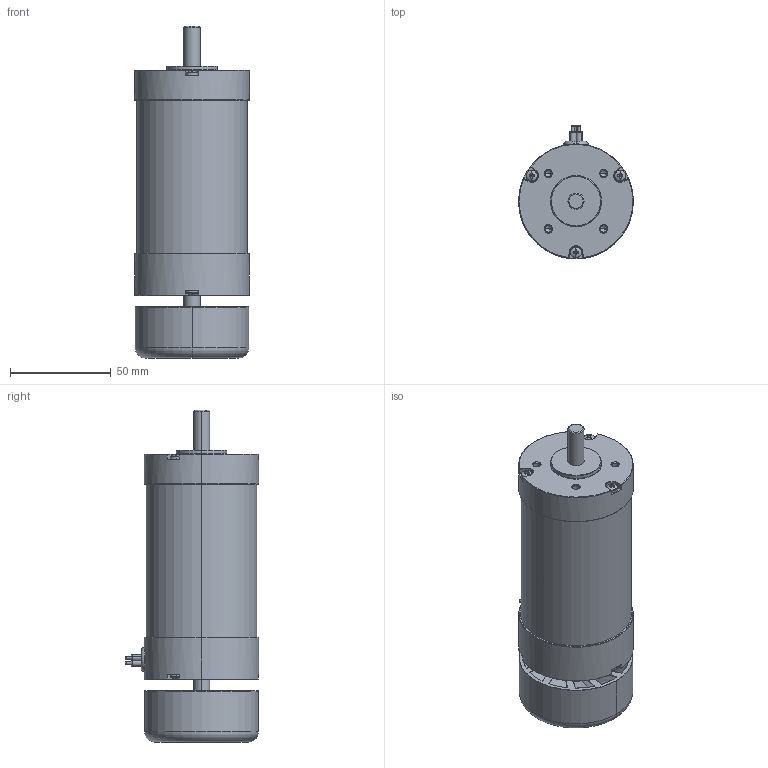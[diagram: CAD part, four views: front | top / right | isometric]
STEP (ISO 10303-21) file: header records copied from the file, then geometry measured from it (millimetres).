
FILE_DESCRIPTION (( 'STEP AP214' ), '1' );
FILE_NAME ('Spindle.STEP', '2018-05-06T14:21:54', ( '' ), ( '' ), 'SwSTEP 2.0', 'SolidWorks 2017', '' );
FILE_SCHEMA (( 'AUTOMOTIVE_DESIGN' ));
Length unit declared in the file: millimetre
Products named in the file (4): pan head cross recess screw_iso_ISO 7045 - M3 x 8 - Z - 8C; Spindle Prop; Spindle Motor; Spindle
Assembly tree (8 placements, depth 2):
  Spindle
    Spindle Motor
    Spindle Prop
    pan head cross recess screw_iso_ISO 7045 - M3 x 8 - Z - 8C  x6
Bounding box: 57 x 66.5 x 165 mm (x, y, z)
Volume: 307869.1 mm3; surface area: 52872 mm2
Topology: 8 solids, 8 shells, 924 faces, 2145 edges, 1222 vertices
Faces by surface type: bspline 312, plane 179, cylinder 136, torus 127, cone 110, sphere 60
Entity records: 29518 total; most frequent: CARTESIAN_POINT 13594, ORIENTED_EDGE 3226, DIRECTION 2595, EDGE_CURVE 1613, AXIS2_PLACEMENT_3D 1196, VERTEX_POINT 922, CIRCLE 788, EDGE_LOOP 747
